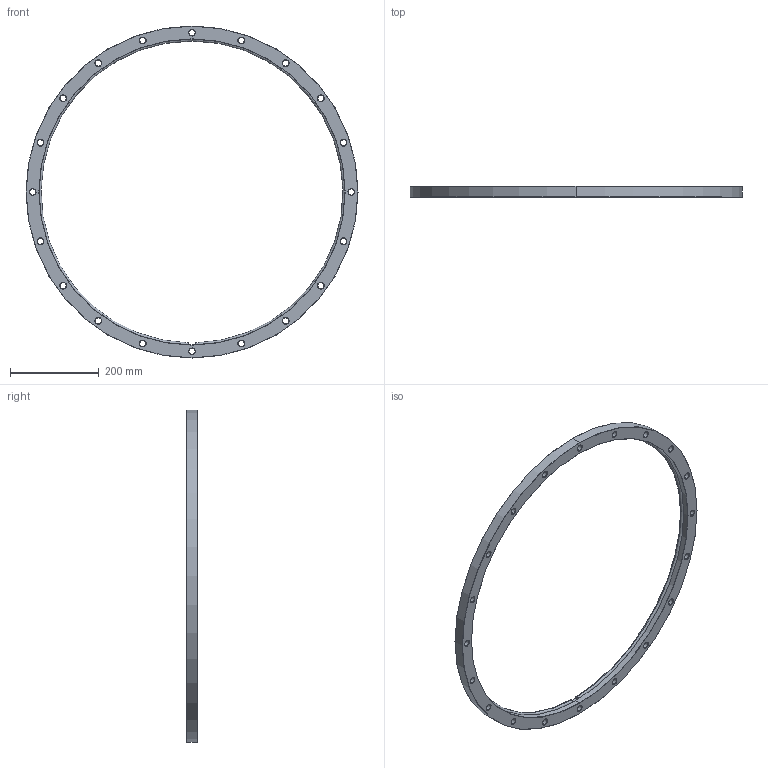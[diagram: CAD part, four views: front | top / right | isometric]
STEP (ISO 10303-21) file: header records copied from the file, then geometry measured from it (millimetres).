
FILE_DESCRIPTION (( 'STEP AP214' ), '1' );
FILE_NAME ('Hositrad_ISO630R.STEP', '2017-06-01T14:47:38', ( 'Gebruiker' ), ( '' ), 'SwSTEP 2.0', 'SolidWorks 2017', '' );
FILE_SCHEMA (( 'AUTOMOTIVE_DESIGN' ));
Length unit declared in the file: millimetre
Products named in the file (3): RetainingRing-All_ISO630; ISO-K-Rotat-All_ISO630; Hositrad_ISO630R
Assembly tree (2 placements, depth 2):
  Hositrad_ISO630R
    ISO-K-Rotat-All_ISO630
    RetainingRing-All_ISO630
Bounding box: 750 x 24 x 750 mm (x, y, z)
Volume: 1551279.7 mm3; surface area: 304812 mm2
Topology: 2 solids, 2 shells, 142 faces, 322 edges, 184 vertices
Faces by surface type: cone 88, cylinder 46, torus 4, plane 4
Entity records: 4174 total; most frequent: DIRECTION 804, CARTESIAN_POINT 653, ORIENTED_EDGE 644, AXIS2_PLACEMENT_3D 335, EDGE_CURVE 322, CIRCLE 188, EDGE_LOOP 184, VERTEX_POINT 184
